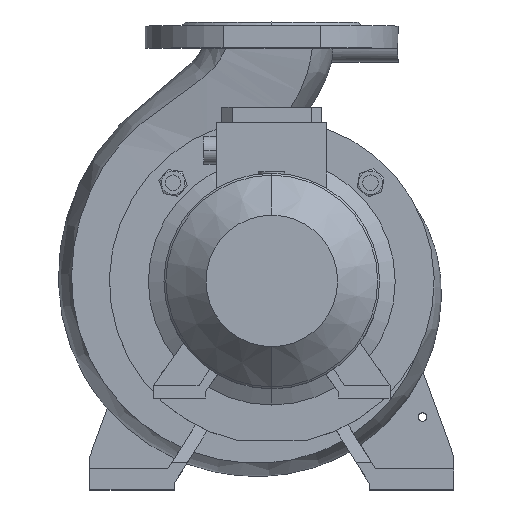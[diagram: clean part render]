
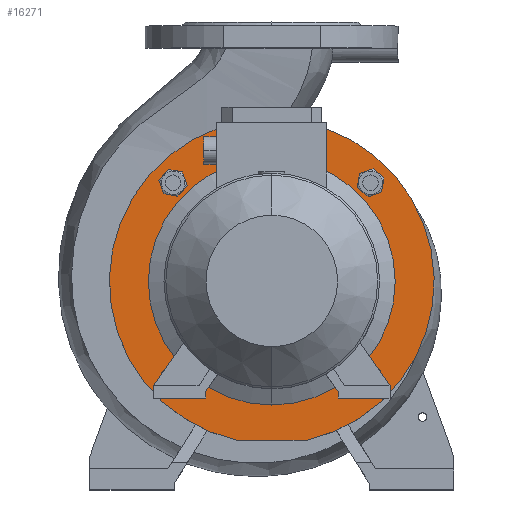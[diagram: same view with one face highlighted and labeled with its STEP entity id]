
A CAD part, top view. The second image highlights one B-rep face of the part: STEP entity #16271.
In plain terms, the highlighted planar face has unit normal (0, 0, 1).
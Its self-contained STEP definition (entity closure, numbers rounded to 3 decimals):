
#655 = CARTESIAN_POINT ( 'NONE',  ( 74.447, 67.126, 180. ) ) ;
#766 = CARTESIAN_POINT ( 'NONE',  ( 77.581, 84.902, 180. ) ) ;
#2520 = CARTESIAN_POINT ( 'NONE',  ( -76.014, -76.014, 180. ) ) ;
#2534 = FACE_BOUND ( 'NONE', #5785, .T. ) ;
#3169 = EDGE_CURVE ( 'NONE', #26918, #54986, #35102, .T. ) ;
#3340 = CARTESIAN_POINT ( 'NONE',  ( -27.221, -122., 180. ) ) ;
#3413 = EDGE_CURVE ( 'NONE', #53784, #39717, #40385, .T. ) ;
#3499 = LINE ( 'NONE', #49568, #32514 ) ;
#3544 = DIRECTION ( 'NONE',  ( 0., -1., 0. ) ) ;
#3971 = ORIENTED_EDGE ( 'NONE', *, *, #50106, .F. ) ;
#4090 = CARTESIAN_POINT ( 'NONE',  ( 76.014, -76.014, 180. ) ) ;
#4286 = ORIENTED_EDGE ( 'NONE', *, *, #52421, .F. ) ;
#5346 = CARTESIAN_POINT ( 'NONE',  ( -76.014, 76.014, 180. ) ) ;
#5603 = CIRCLE ( 'NONE', #12329, 125. ) ;
#5785 = EDGE_LOOP ( 'NONE', ( #40457, #54861 ) ) ;
#6231 = CIRCLE ( 'NONE', #42291, 95. ) ;
#6301 = DIRECTION ( 'NONE',  ( 0., 0., 1. ) ) ;
#7047 = VERTEX_POINT ( 'NONE', #49193 ) ;
#8063 = CARTESIAN_POINT ( 'NONE',  ( 0., 0., 180. ) ) ;
#8151 = CARTESIAN_POINT ( 'NONE',  ( -84.902, 77.581, 180. ) ) ;
#8333 = ORIENTED_EDGE ( 'NONE', *, *, #25988, .T. ) ;
#8381 = VERTEX_POINT ( 'NONE', #10384 ) ;
#9223 = VERTEX_POINT ( 'NONE', #23443 ) ;
#9364 = AXIS2_PLACEMENT_3D ( 'NONE', #27339, #53800, #21026 ) ;
#9365 = FACE_BOUND ( 'NONE', #13622, .T. ) ;
#9861 = ORIENTED_EDGE ( 'NONE', *, *, #3169, .T. ) ;
#10384 = CARTESIAN_POINT ( 'NONE',  ( -74.447, -67.126, 180. ) ) ;
#11170 = CIRCLE ( 'NONE', #22999, 9.025 ) ;
#12329 = AXIS2_PLACEMENT_3D ( 'NONE', #51209, #30154, #25436 ) ;
#12438 = ORIENTED_EDGE ( 'NONE', *, *, #55064, .T. ) ;
#12800 = CARTESIAN_POINT ( 'NONE',  ( 0., 125., 180. ) ) ;
#13429 = EDGE_CURVE ( 'NONE', #26663, #50606, #11170, .T. ) ;
#13622 = EDGE_LOOP ( 'NONE', ( #3971, #15013 ) ) ;
#13655 = DIRECTION ( 'NONE',  ( 0., -1., 0. ) ) ;
#13903 = ORIENTED_EDGE ( 'NONE', *, *, #29105, .F. ) ;
#14077 = CARTESIAN_POINT ( 'NONE',  ( -67.126, 74.447, 180. ) ) ;
#14915 = CARTESIAN_POINT ( 'NONE',  ( -76.014, -76.014, 180. ) ) ;
#15013 = ORIENTED_EDGE ( 'NONE', *, *, #31356, .F. ) ;
#16271 = ADVANCED_FACE ( 'NONE', ( #37704, #9365, #53742, #2534, #47079, #40395 ), #17275, .T. ) ;
#17275 = PLANE ( 'NONE',  #19918 ) ;
#17918 = AXIS2_PLACEMENT_3D ( 'NONE', #2520, #6301, #54102 ) ;
#18334 = VERTEX_POINT ( 'NONE', #27055 ) ;
#18359 = DIRECTION ( 'NONE',  ( 0., -1., 0. ) ) ;
#18563 = CARTESIAN_POINT ( 'NONE',  ( 0., 125., 180. ) ) ;
#19261 = DIRECTION ( 'NONE',  ( 0., 0., 1. ) ) ;
#19918 = AXIS2_PLACEMENT_3D ( 'NONE', #12800, #25958, #34101 ) ;
#20322 = DIRECTION ( 'NONE',  ( 0., 0., 1. ) ) ;
#21026 = DIRECTION ( 'NONE',  ( 0., -1., 0. ) ) ;
#22894 = ORIENTED_EDGE ( 'NONE', *, *, #29856, .T. ) ;
#22999 = AXIS2_PLACEMENT_3D ( 'NONE', #54540, #20322, #3544 ) ;
#23443 = CARTESIAN_POINT ( 'NONE',  ( 27.221, -122., 180. ) ) ;
#23786 = DIRECTION ( 'NONE',  ( 0., -1., 0. ) ) ;
#24424 = CARTESIAN_POINT ( 'NONE',  ( 67.126, -74.447, 180. ) ) ;
#25436 = DIRECTION ( 'NONE',  ( 0., 1., 0. ) ) ;
#25566 = CIRCLE ( 'NONE', #47555, 9.025 ) ;
#25958 = DIRECTION ( 'NONE',  ( 0., 0., 1. ) ) ;
#25988 = EDGE_CURVE ( 'NONE', #54986, #26918, #51772, .T. ) ;
#26049 = ORIENTED_EDGE ( 'NONE', *, *, #3413, .F. ) ;
#26120 = AXIS2_PLACEMENT_3D ( 'NONE', #43801, #30981, #43623 ) ;
#26193 = CIRCLE ( 'NONE', #17918, 9.025 ) ;
#26663 = VERTEX_POINT ( 'NONE', #655 ) ;
#26918 = VERTEX_POINT ( 'NONE', #8151 ) ;
#27055 = CARTESIAN_POINT ( 'NONE',  ( 0., 95., 180. ) ) ;
#27339 = CARTESIAN_POINT ( 'NONE',  ( 76.014, -76.014, 180. ) ) ;
#27652 = VERTEX_POINT ( 'NONE', #3340 ) ;
#29105 = EDGE_CURVE ( 'NONE', #39717, #53784, #44330, .T. ) ;
#29389 = DIRECTION ( 'NONE',  ( 0., 0., -1. ) ) ;
#29856 = EDGE_CURVE ( 'NONE', #46606, #18334, #42161, .T. ) ;
#29937 = DIRECTION ( 'NONE',  ( 0., 1., 0. ) ) ;
#30154 = DIRECTION ( 'NONE',  ( 0., 0., -1. ) ) ;
#30634 = DIRECTION ( 'NONE',  ( 0., 0., -1. ) ) ;
#30981 = DIRECTION ( 'NONE',  ( 0., 0., -1. ) ) ;
#31356 = EDGE_CURVE ( 'NONE', #7047, #8381, #26193, .T. ) ;
#32162 = CIRCLE ( 'NONE', #33846, 125. ) ;
#32234 = ORIENTED_EDGE ( 'NONE', *, *, #42340, .F. ) ;
#32514 = VECTOR ( 'NONE', #49916, 1000. ) ;
#33846 = AXIS2_PLACEMENT_3D ( 'NONE', #8063, #29389, #29937 ) ;
#34101 = DIRECTION ( 'NONE',  ( 0., -1., 0. ) ) ;
#34922 = DIRECTION ( 'NONE',  ( 0., -1., 0. ) ) ;
#35102 = CIRCLE ( 'NONE', #42282, 9.025 ) ;
#35232 = DIRECTION ( 'NONE',  ( 0., 0., 1. ) ) ;
#35344 = EDGE_LOOP ( 'NONE', ( #8333, #9861 ) ) ;
#36553 = CARTESIAN_POINT ( 'NONE',  ( 76.014, 76.014, 180. ) ) ;
#37036 = EDGE_LOOP ( 'NONE', ( #51061, #4286, #32234 ) ) ;
#37039 = EDGE_CURVE ( 'NONE', #50606, #26663, #25566, .T. ) ;
#37355 = EDGE_LOOP ( 'NONE', ( #12438, #22894 ) ) ;
#37680 = AXIS2_PLACEMENT_3D ( 'NONE', #39995, #39818, #34922 ) ;
#37704 = FACE_BOUND ( 'NONE', #35344, .T. ) ;
#39717 = VERTEX_POINT ( 'NONE', #51376 ) ;
#39818 = DIRECTION ( 'NONE',  ( 0., 0., -1. ) ) ;
#39995 = CARTESIAN_POINT ( 'NONE',  ( -76.014, 76.014, 180. ) ) ;
#40385 = CIRCLE ( 'NONE', #52996, 9.025 ) ;
#40395 = FACE_BOUND ( 'NONE', #37355, .T. ) ;
#40452 = CARTESIAN_POINT ( 'NONE',  ( 0., 0., 180. ) ) ;
#40457 = ORIENTED_EDGE ( 'NONE', *, *, #13429, .F. ) ;
#42161 = CIRCLE ( 'NONE', #26120, 95. ) ;
#42282 = AXIS2_PLACEMENT_3D ( 'NONE', #5346, #30634, #13655 ) ;
#42291 = AXIS2_PLACEMENT_3D ( 'NONE', #40452, #44430, #45149 ) ;
#42340 = EDGE_CURVE ( 'NONE', #27652, #52699, #32162, .T. ) ;
#42797 = EDGE_LOOP ( 'NONE', ( #26049, #13903 ) ) ;
#43623 = DIRECTION ( 'NONE',  ( 0., 1., 0. ) ) ;
#43801 = CARTESIAN_POINT ( 'NONE',  ( 0., 0., 180. ) ) ;
#44330 = CIRCLE ( 'NONE', #9364, 9.025 ) ;
#44430 = DIRECTION ( 'NONE',  ( 0., 0., -1. ) ) ;
#45149 = DIRECTION ( 'NONE',  ( 0., 1., 0. ) ) ;
#45561 = DIRECTION ( 'NONE',  ( 0., 0., 1. ) ) ;
#46606 = VERTEX_POINT ( 'NONE', #51876 ) ;
#46837 = EDGE_CURVE ( 'NONE', #27652, #9223, #3499, .T. ) ;
#47079 = FACE_OUTER_BOUND ( 'NONE', #37036, .T. ) ;
#47555 = AXIS2_PLACEMENT_3D ( 'NONE', #36553, #45561, #54136 ) ;
#49193 = CARTESIAN_POINT ( 'NONE',  ( -77.581, -84.902, 180. ) ) ;
#49412 = CIRCLE ( 'NONE', #49638, 9.025 ) ;
#49568 = CARTESIAN_POINT ( 'NONE',  ( -125., -122., 180. ) ) ;
#49638 = AXIS2_PLACEMENT_3D ( 'NONE', #14915, #19261, #23786 ) ;
#49916 = DIRECTION ( 'NONE',  ( 1., 0., 0. ) ) ;
#50106 = EDGE_CURVE ( 'NONE', #8381, #7047, #49412, .T. ) ;
#50606 = VERTEX_POINT ( 'NONE', #766 ) ;
#51061 = ORIENTED_EDGE ( 'NONE', *, *, #46837, .T. ) ;
#51209 = CARTESIAN_POINT ( 'NONE',  ( 0., 0., 180. ) ) ;
#51376 = CARTESIAN_POINT ( 'NONE',  ( 84.902, -77.581, 180. ) ) ;
#51772 = CIRCLE ( 'NONE', #37680, 9.025 ) ;
#51876 = CARTESIAN_POINT ( 'NONE',  ( 0., -95., 180. ) ) ;
#52421 = EDGE_CURVE ( 'NONE', #52699, #9223, #5603, .T. ) ;
#52699 = VERTEX_POINT ( 'NONE', #18563 ) ;
#52996 = AXIS2_PLACEMENT_3D ( 'NONE', #4090, #35232, #18359 ) ;
#53742 = FACE_BOUND ( 'NONE', #42797, .T. ) ;
#53784 = VERTEX_POINT ( 'NONE', #24424 ) ;
#53800 = DIRECTION ( 'NONE',  ( 0., 0., 1. ) ) ;
#54102 = DIRECTION ( 'NONE',  ( 0., -1., 0. ) ) ;
#54136 = DIRECTION ( 'NONE',  ( 0., -1., 0. ) ) ;
#54540 = CARTESIAN_POINT ( 'NONE',  ( 76.014, 76.014, 180. ) ) ;
#54861 = ORIENTED_EDGE ( 'NONE', *, *, #37039, .F. ) ;
#54986 = VERTEX_POINT ( 'NONE', #14077 ) ;
#55064 = EDGE_CURVE ( 'NONE', #18334, #46606, #6231, .T. ) ;
